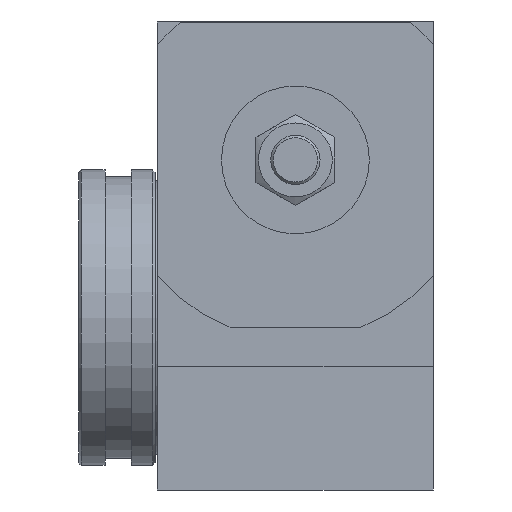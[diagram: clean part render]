
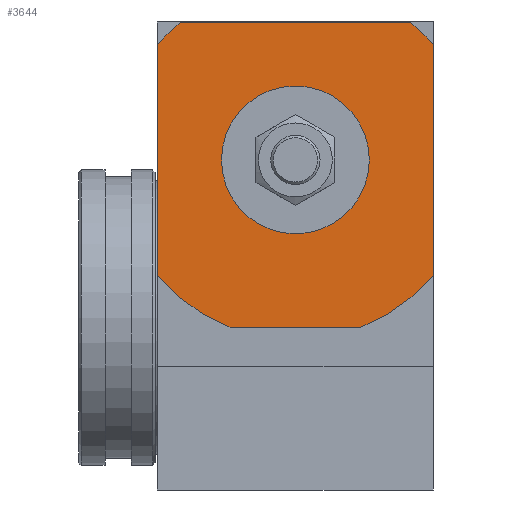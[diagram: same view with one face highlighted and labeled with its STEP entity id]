
A CAD part, left-side view. The second image highlights one B-rep face of the part: STEP entity #3644.
In plain terms, the highlighted face is planar.
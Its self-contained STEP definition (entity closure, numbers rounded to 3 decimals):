
#128=FACE_BOUND('',#725,.T.);
#203=PLANE('',#4137);
#475=FACE_OUTER_BOUND('',#724,.T.);
#724=EDGE_LOOP('',(#3263,#3264,#3265,#3266,#3267,#3268,#3269,#3270));
#725=EDGE_LOOP('',(#3271,#3272));
#959=LINE('',#6593,#1195);
#962=LINE('',#6601,#1198);
#965=LINE('',#6609,#1201);
#967=LINE('',#6615,#1203);
#1195=VECTOR('',#5167,1000.);
#1198=VECTOR('',#5176,1000.);
#1201=VECTOR('',#5185,1000.);
#1203=VECTOR('',#5193,1000.);
#1453=CIRCLE('',#4121,15.);
#1456=CIRCLE('',#4124,15.);
#1457=CIRCLE('',#4126,36.5);
#1458=CIRCLE('',#4129,36.5);
#1459=CIRCLE('',#4132,36.5);
#1460=CIRCLE('',#4135,36.5);
#1801=VERTEX_POINT('',#6575);
#1802=VERTEX_POINT('',#6576);
#1805=VERTEX_POINT('',#6585);
#1806=VERTEX_POINT('',#6587);
#1807=VERTEX_POINT('',#6591);
#1808=VERTEX_POINT('',#6595);
#1809=VERTEX_POINT('',#6599);
#1810=VERTEX_POINT('',#6603);
#1811=VERTEX_POINT('',#6607);
#1812=VERTEX_POINT('',#6611);
#2293=EDGE_CURVE('',#1801,#1802,#1453,.T.);
#2297=EDGE_CURVE('',#1802,#1801,#1456,.T.);
#2299=EDGE_CURVE('',#1805,#1806,#1457,.T.);
#2302=EDGE_CURVE('',#1807,#1805,#959,.T.);
#2304=EDGE_CURVE('',#1808,#1807,#1458,.T.);
#2306=EDGE_CURVE('',#1809,#1808,#962,.T.);
#2308=EDGE_CURVE('',#1810,#1809,#1459,.T.);
#2310=EDGE_CURVE('',#1811,#1810,#965,.T.);
#2312=EDGE_CURVE('',#1812,#1811,#1460,.T.);
#2313=EDGE_CURVE('',#1806,#1812,#967,.T.);
#3263=ORIENTED_EDGE('',*,*,#2299,.F.);
#3264=ORIENTED_EDGE('',*,*,#2302,.F.);
#3265=ORIENTED_EDGE('',*,*,#2304,.F.);
#3266=ORIENTED_EDGE('',*,*,#2306,.F.);
#3267=ORIENTED_EDGE('',*,*,#2308,.F.);
#3268=ORIENTED_EDGE('',*,*,#2310,.F.);
#3269=ORIENTED_EDGE('',*,*,#2312,.F.);
#3270=ORIENTED_EDGE('',*,*,#2313,.F.);
#3271=ORIENTED_EDGE('',*,*,#2293,.F.);
#3272=ORIENTED_EDGE('',*,*,#2297,.F.);
#3644=ADVANCED_FACE('',(#475,#128),#203,.T.);
#4121=AXIS2_PLACEMENT_3D('',#6577,#5149,#5150);
#4124=AXIS2_PLACEMENT_3D('',#6583,#5156,#5157);
#4126=AXIS2_PLACEMENT_3D('',#6588,#5161,#5162);
#4129=AXIS2_PLACEMENT_3D('',#6597,#5171,#5172);
#4132=AXIS2_PLACEMENT_3D('',#6605,#5180,#5181);
#4135=AXIS2_PLACEMENT_3D('',#6613,#5189,#5190);
#4137=AXIS2_PLACEMENT_3D('',#6616,#5194,#5195);
#5149=DIRECTION('center_axis',(1.,0.,0.));
#5150=DIRECTION('ref_axis',(0.,0.,-1.));
#5156=DIRECTION('center_axis',(1.,0.,0.));
#5157=DIRECTION('ref_axis',(0.,0.,-1.));
#5161=DIRECTION('center_axis',(-1.,0.,0.));
#5162=DIRECTION('ref_axis',(0.,0.,1.));
#5167=DIRECTION('',(0.,0.,-1.));
#5171=DIRECTION('center_axis',(-1.,0.,0.));
#5172=DIRECTION('ref_axis',(0.,0.,1.));
#5176=DIRECTION('',(0.,1.,0.));
#5180=DIRECTION('center_axis',(-1.,0.,0.));
#5181=DIRECTION('ref_axis',(0.,0.,1.));
#5185=DIRECTION('',(0.,0.,1.));
#5189=DIRECTION('center_axis',(-1.,0.,0.));
#5190=DIRECTION('ref_axis',(0.,0.,1.));
#5193=DIRECTION('',(0.,-1.,0.));
#5194=DIRECTION('center_axis',(1.,0.,0.));
#5195=DIRECTION('ref_axis',(0.,0.,1.));
#6575=CARTESIAN_POINT('',(129.,28.,43.));
#6576=CARTESIAN_POINT('',(129.,28.,13.));
#6577=CARTESIAN_POINT('Origin',(129.,28.,28.));
#6583=CARTESIAN_POINT('Origin',(129.,28.,28.));
#6585=CARTESIAN_POINT('',(129.,55.95,4.635));
#6587=CARTESIAN_POINT('',(129.,51.365,0.05));
#6588=CARTESIAN_POINT('Origin',(129.,27.95,28.05));
#6591=CARTESIAN_POINT('',(129.,55.95,51.474));
#6593=CARTESIAN_POINT('',(129.,55.95,4.635));
#6595=CARTESIAN_POINT('',(129.,41.276,62.));
#6597=CARTESIAN_POINT('Origin',(129.,28.,28.));
#6599=CARTESIAN_POINT('',(129.,14.724,62.));
#6601=CARTESIAN_POINT('',(129.,41.276,62.));
#6603=CARTESIAN_POINT('',(129.,0.05,51.474));
#6605=CARTESIAN_POINT('Origin',(129.,28.,28.));
#6607=CARTESIAN_POINT('',(129.,0.05,4.635));
#6609=CARTESIAN_POINT('',(129.,0.05,4.635));
#6611=CARTESIAN_POINT('',(129.,4.635,0.05));
#6613=CARTESIAN_POINT('Origin',(129.,28.05,28.05));
#6615=CARTESIAN_POINT('',(129.,51.365,0.05));
#6616=CARTESIAN_POINT('Origin',(129.,27.95,28.05));
